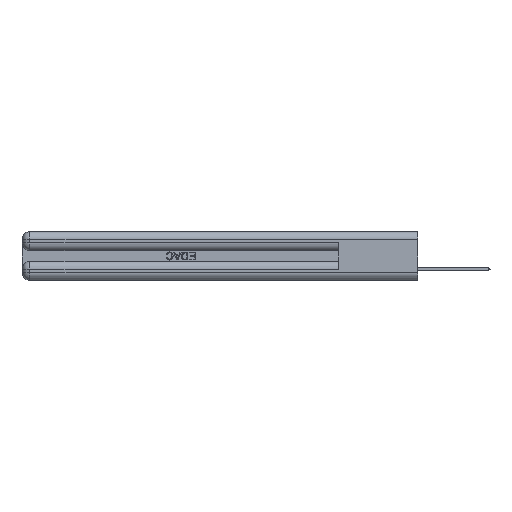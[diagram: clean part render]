
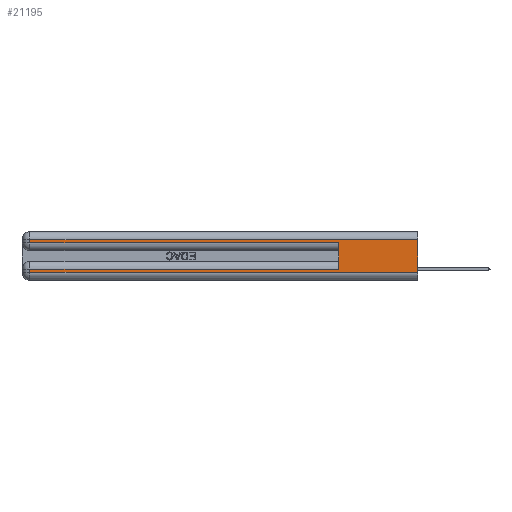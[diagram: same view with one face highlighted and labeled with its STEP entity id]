
A CAD part, left-side view. The second image highlights one B-rep face of the part: STEP entity #21195.
In plain terms, the highlighted planar face has unit normal (-1, 0, 0).
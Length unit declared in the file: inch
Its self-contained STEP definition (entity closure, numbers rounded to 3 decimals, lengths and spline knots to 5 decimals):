
#57 = VERTEX_POINT ( 'NONE', #13898 ) ;
#211 = VECTOR ( 'NONE', #3495, 39.37008 ) ;
#1452 = CARTESIAN_POINT ( 'NONE',  ( 0., 0.6, 0.285 ) ) ;
#1605 = DIRECTION ( 'NONE',  ( 0., 0., -1. ) ) ;
#2748 = CARTESIAN_POINT ( 'NONE',  ( 0., 0., 0.31 ) ) ;
#3495 = DIRECTION ( 'NONE',  ( 0., 1., 0. ) ) ;
#3514 = EDGE_CURVE ( 'NONE', #57, #32716, #7245, .T. ) ;
#3914 = CARTESIAN_POINT ( 'NONE',  ( 0., 0., 0.085 ) ) ;
#4404 = EDGE_CURVE ( 'NONE', #27426, #7955, #25711, .T. ) ;
#5038 = CARTESIAN_POINT ( 'NONE',  ( 0., 2.94, 0.06 ) ) ;
#5549 = CARTESIAN_POINT ( 'NONE',  ( 0., 2.94, 0.31 ) ) ;
#7112 = CARTESIAN_POINT ( 'NONE',  ( 0., 0., 0.285 ) ) ;
#7245 = LINE ( 'NONE', #2748, #42587 ) ;
#7405 = DIRECTION ( 'NONE',  ( 0., -1., 0. ) ) ;
#7484 = LINE ( 'NONE', #43010, #34714 ) ;
#7532 = CARTESIAN_POINT ( 'NONE',  ( 0., 2.94, 0.285 ) ) ;
#7955 = VERTEX_POINT ( 'NONE', #5038 ) ;
#8517 = CARTESIAN_POINT ( 'NONE',  ( 0., 0., 0.06 ) ) ;
#9762 = ORIENTED_EDGE ( 'NONE', *, *, #43586, .T. ) ;
#10201 = VECTOR ( 'NONE', #25935, 39.37008 ) ;
#10384 = DIRECTION ( 'NONE',  ( 1., 0., 0. ) ) ;
#10918 = ORIENTED_EDGE ( 'NONE', *, *, #43667, .T. ) ;
#11818 = DIRECTION ( 'NONE',  ( 0., 0., -1. ) ) ;
#12517 = CARTESIAN_POINT ( 'NONE',  ( 0., 0.6, 0.085 ) ) ;
#12821 = EDGE_LOOP ( 'NONE', ( #26504, #43957, #10918, #9762, #28276, #37543, #20064, #42383 ) ) ;
#13119 = PLANE ( 'NONE',  #16824 ) ;
#13429 = CARTESIAN_POINT ( 'NONE',  ( 0., 2.94, 0.085 ) ) ;
#13898 = CARTESIAN_POINT ( 'NONE',  ( 0., 0., 0.31 ) ) ;
#13981 = DIRECTION ( 'NONE',  ( 0., 0., -1. ) ) ;
#14529 = VERTEX_POINT ( 'NONE', #1452 ) ;
#15570 = VECTOR ( 'NONE', #11818, 39.37008 ) ;
#16824 = AXIS2_PLACEMENT_3D ( 'NONE', #23658, #10384, #17200 ) ;
#17200 = DIRECTION ( 'NONE',  ( 0., 0., -1. ) ) ;
#19224 = VECTOR ( 'NONE', #13981, 39.37008 ) ;
#20064 = ORIENTED_EDGE ( 'NONE', *, *, #4404, .T. ) ;
#20780 = VECTOR ( 'NONE', #7405, 39.37008 ) ;
#21195 = ADVANCED_FACE ( 'NONE', ( #22539 ), #13119, .F. ) ;
#21341 = CARTESIAN_POINT ( 'NONE',  ( 0., 0., 0.06 ) ) ;
#21627 = EDGE_CURVE ( 'NONE', #25177, #14529, #42269, .T. ) ;
#21976 = LINE ( 'NONE', #8517, #23589 ) ;
#22350 = DIRECTION ( 'NONE',  ( 0., -1., 0. ) ) ;
#22539 = FACE_OUTER_BOUND ( 'NONE', #12821, .T. ) ;
#23589 = VECTOR ( 'NONE', #22350, 39.37008 ) ;
#23658 = CARTESIAN_POINT ( 'NONE',  ( 0., 0., 0.37 ) ) ;
#23963 = CARTESIAN_POINT ( 'NONE',  ( 0., 2.94, 0.37 ) ) ;
#24163 = LINE ( 'NONE', #3914, #211 ) ;
#25177 = VERTEX_POINT ( 'NONE', #12517 ) ;
#25711 = LINE ( 'NONE', #29421, #15570 ) ;
#25935 = DIRECTION ( 'NONE',  ( 0., 0., 1. ) ) ;
#26504 = ORIENTED_EDGE ( 'NONE', *, *, #35633, .F. ) ;
#27426 = VERTEX_POINT ( 'NONE', #13429 ) ;
#28001 = VERTEX_POINT ( 'NONE', #21341 ) ;
#28276 = ORIENTED_EDGE ( 'NONE', *, *, #21627, .F. ) ;
#29405 = LINE ( 'NONE', #7112, #20780 ) ;
#29421 = CARTESIAN_POINT ( 'NONE',  ( 0., 2.94, 0.37 ) ) ;
#29433 = EDGE_CURVE ( 'NONE', #7955, #28001, #21976, .T. ) ;
#29957 = LINE ( 'NONE', #23963, #19224 ) ;
#32716 = VERTEX_POINT ( 'NONE', #5549 ) ;
#34714 = VECTOR ( 'NONE', #1605, 39.37008 ) ;
#35633 = EDGE_CURVE ( 'NONE', #57, #28001, #7484, .T. ) ;
#36067 = EDGE_CURVE ( 'NONE', #25177, #27426, #24163, .T. ) ;
#37543 = ORIENTED_EDGE ( 'NONE', *, *, #36067, .T. ) ;
#39996 = CARTESIAN_POINT ( 'NONE',  ( 0., 0.6, 0.145 ) ) ;
#40329 = DIRECTION ( 'NONE',  ( 0., 1., 0. ) ) ;
#41453 = VERTEX_POINT ( 'NONE', #7532 ) ;
#42269 = LINE ( 'NONE', #39996, #10201 ) ;
#42383 = ORIENTED_EDGE ( 'NONE', *, *, #29433, .T. ) ;
#42587 = VECTOR ( 'NONE', #40329, 39.37008 ) ;
#43010 = CARTESIAN_POINT ( 'NONE',  ( 0., 0., 0.37 ) ) ;
#43586 = EDGE_CURVE ( 'NONE', #41453, #14529, #29405, .T. ) ;
#43667 = EDGE_CURVE ( 'NONE', #32716, #41453, #29957, .T. ) ;
#43957 = ORIENTED_EDGE ( 'NONE', *, *, #3514, .T. ) ;
